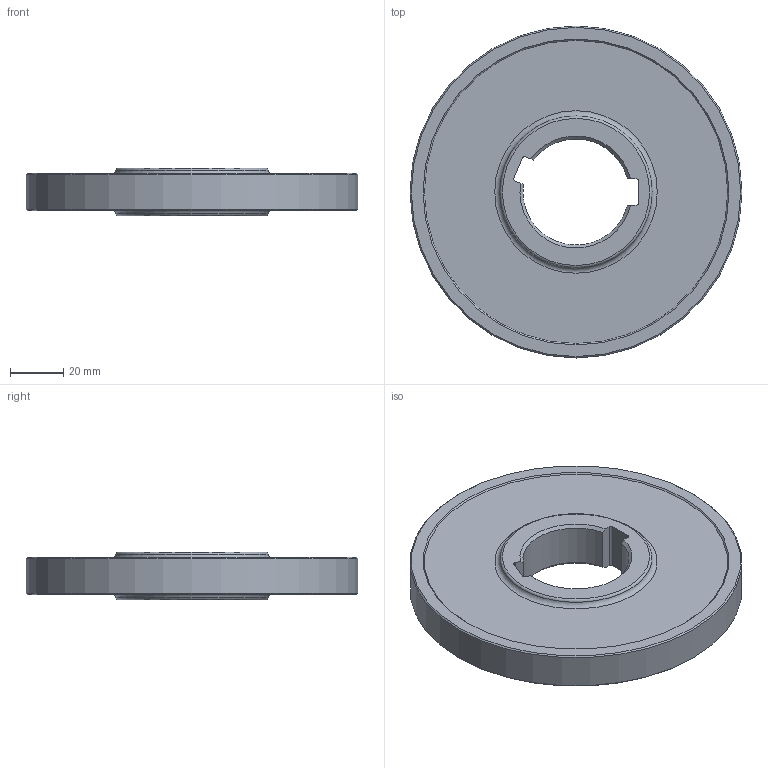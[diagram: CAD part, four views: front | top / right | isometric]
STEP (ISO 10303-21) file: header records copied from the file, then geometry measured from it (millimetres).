
FILE_DESCRIPTION(/* description */ (''),/* implementation_level */ '2;1');
FILE_NAME(/* name */ '335.18-125.1418.40-4N.stp',/* time_stamp */ '2017-10-23T16:43:48+05:00',/* author */ (''),/* organization */ (''),/* preprocessor_version */ 'ST-DEVELOPER v16',/* originating_system */ 'SIEMENS PLM Software NX 11.0',/* authorisation */ '');
FILE_SCHEMA (('AUTOMOTIVE_DESIGN { 1 0 10303 214 3 1 1 1 }'));
Length unit declared in the file: millimetre
Products named in the file (1): 335.18-125.1418.40-4N
Bounding box: 125 x 125 x 18.01 mm (x, y, z)
Volume: 166743.9 mm3; surface area: 41725.7 mm2
Topology: 2 solids, 2 shells, 39 faces, 88 edges, 55 vertices
Faces by surface type: plane 12, cone 10, cylinder 9, torus 8
Full cylindrical faces by diameter (mm): 114.2 x1, 121.316 x1, 125 x1
Entity records: 1081 total; most frequent: CARTESIAN_POINT 191, DIRECTION 186, ORIENTED_EDGE 140, AXIS2_PLACEMENT_3D 81, EDGE_CURVE 70, EDGE_LOOP 62, VERTEX_POINT 54, FACE_BOUND 46
